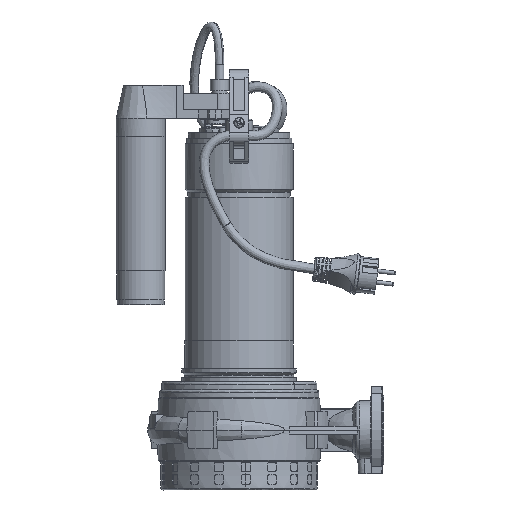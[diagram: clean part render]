
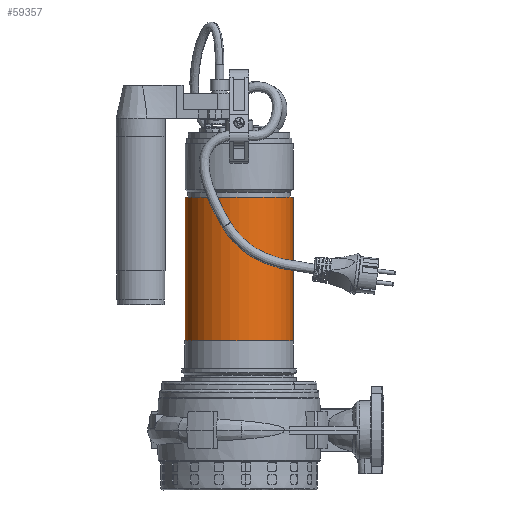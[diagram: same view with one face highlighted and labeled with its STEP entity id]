
A CAD part, front view. The second image highlights one B-rep face of the part: STEP entity #59357.
In plain terms, the highlighted cylindrical face has radius 56 mm (diameter 112 mm), a partial arc.
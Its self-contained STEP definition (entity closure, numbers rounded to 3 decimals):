
#485 = CARTESIAN_POINT ( 'NONE',  ( 0., 200., -56. ) ) ;
#778 = CARTESIAN_POINT ( 'NONE',  ( 0., 51., 56. ) ) ;
#987 = CARTESIAN_POINT ( 'NONE',  ( 0., 200., 0. ) ) ;
#3742 = VECTOR ( 'NONE', #82843, 1000. ) ;
#6433 = FACE_OUTER_BOUND ( 'NONE', #19338, .T. ) ;
#6939 = CARTESIAN_POINT ( 'NONE',  ( 0., 200., 0. ) ) ;
#10167 = LINE ( 'NONE', #485, #66477 ) ;
#15136 = DIRECTION ( 'NONE',  ( 0., 0., -1. ) ) ;
#15213 = EDGE_CURVE ( 'NONE', #84780, #47584, #21579, .T. ) ;
#19338 = EDGE_LOOP ( 'NONE', ( #91074, #71019, #88929, #66634 ) ) ;
#19710 = CARTESIAN_POINT ( 'NONE',  ( 0., 51., -56. ) ) ;
#21579 = CIRCLE ( 'NONE', #59237, 56. ) ;
#22344 = DIRECTION ( 'NONE',  ( 0., 1., 0. ) ) ;
#32266 = DIRECTION ( 'NONE',  ( 0., -1., 0. ) ) ;
#39711 = AXIS2_PLACEMENT_3D ( 'NONE', #6939, #69041, #15136 ) ;
#43753 = VERTEX_POINT ( 'NONE', #19710 ) ;
#47584 = VERTEX_POINT ( 'NONE', #86974 ) ;
#50280 = CARTESIAN_POINT ( 'NONE',  ( 0., 200., -56. ) ) ;
#50523 = EDGE_CURVE ( 'NONE', #47584, #81149, #51018, .T. ) ;
#51018 = LINE ( 'NONE', #90547, #3742 ) ;
#56869 = DIRECTION ( 'NONE',  ( 0., 0., -1. ) ) ;
#59237 = AXIS2_PLACEMENT_3D ( 'NONE', #987, #32266, #56869 ) ;
#59357 = ADVANCED_FACE ( 'NONE', ( #6433 ), #77248, .T. ) ;
#66477 = VECTOR ( 'NONE', #88692, 1000. ) ;
#66634 = ORIENTED_EDGE ( 'NONE', *, *, #70235, .F. ) ;
#69041 = DIRECTION ( 'NONE',  ( 0., -1., 0. ) ) ;
#70235 = EDGE_CURVE ( 'NONE', #84780, #43753, #10167, .T. ) ;
#71019 = ORIENTED_EDGE ( 'NONE', *, *, #50523, .T. ) ;
#75402 = CIRCLE ( 'NONE', #90196, 56. ) ;
#77248 = CYLINDRICAL_SURFACE ( 'NONE', #39711, 56. ) ;
#77759 = CARTESIAN_POINT ( 'NONE',  ( 0., 51., 0. ) ) ;
#81149 = VERTEX_POINT ( 'NONE', #778 ) ;
#82843 = DIRECTION ( 'NONE',  ( 0., -1., 0. ) ) ;
#84780 = VERTEX_POINT ( 'NONE', #50280 ) ;
#85954 = DIRECTION ( 'NONE',  ( 0., 0., -1. ) ) ;
#86974 = CARTESIAN_POINT ( 'NONE',  ( 0., 200., 56. ) ) ;
#88558 = EDGE_CURVE ( 'NONE', #81149, #43753, #75402, .T. ) ;
#88692 = DIRECTION ( 'NONE',  ( 0., -1., 0. ) ) ;
#88929 = ORIENTED_EDGE ( 'NONE', *, *, #88558, .T. ) ;
#90196 = AXIS2_PLACEMENT_3D ( 'NONE', #77759, #22344, #85954 ) ;
#90547 = CARTESIAN_POINT ( 'NONE',  ( 0., 200., 56. ) ) ;
#91074 = ORIENTED_EDGE ( 'NONE', *, *, #15213, .T. ) ;
